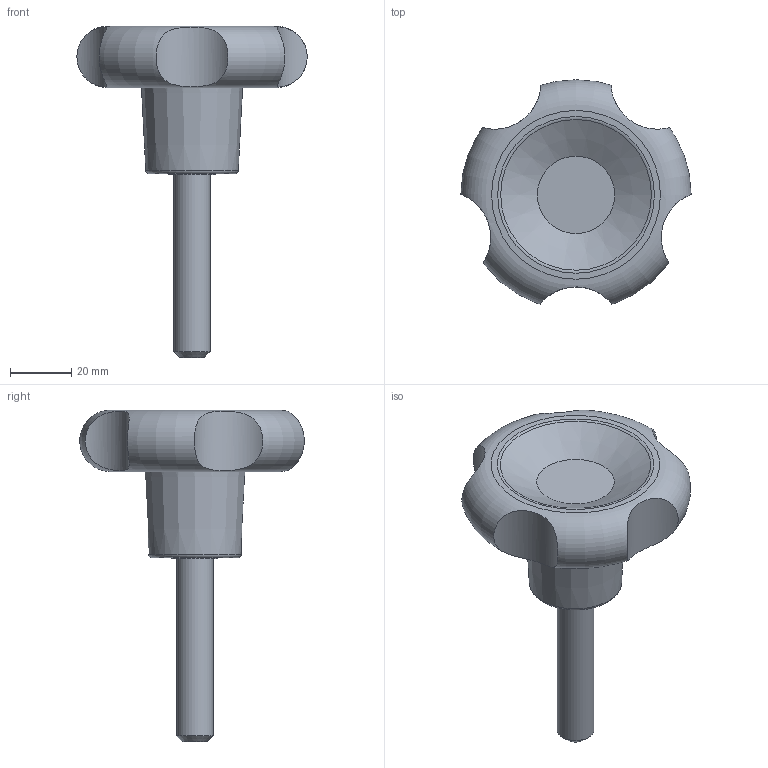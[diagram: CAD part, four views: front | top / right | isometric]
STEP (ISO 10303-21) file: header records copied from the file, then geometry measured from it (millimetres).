
FILE_DESCRIPTION( ( 'Unknown' ), '1' );
FILE_NAME( '6121015_VUP75_M12x60.stp', 'Unknown', ( 'Unknown' ), ( 'Unknown' ), 'PSStep 11.0', 'Unknown', ' ' );
FILE_SCHEMA( ( 'AUTOMOTIVE_DESIGN { 1 0 10303 214 1 1 1 1 }' ) );
Length unit declared in the file: millimetre
Products named in the file (1): 6120010
Bounding box: 74.99 x 73.13 x 108 mm (x, y, z)
Volume: 83275.9 mm3; surface area: 18336.7 mm2
Topology: 1 solids, 2 shells, 28 faces, 51 edges, 35 vertices
Faces by surface type: plane 8, cylinder 8, cone 7, torus 5
Full cylindrical faces by diameter (mm): 10.106 x1, 12 x1, 15 x1
Entity records: 1294 total; most frequent: CARTESIAN_POINT 605, DIRECTION 100, EDGE_LOOP 52, ORIENTED_EDGE 52, AXIS2_PLACEMENT_3D 50, FACE_OUTER_BOUND 36, STYLED_ITEM 28, PRESENTATION_STYLE_ASSIGNMENT 28
